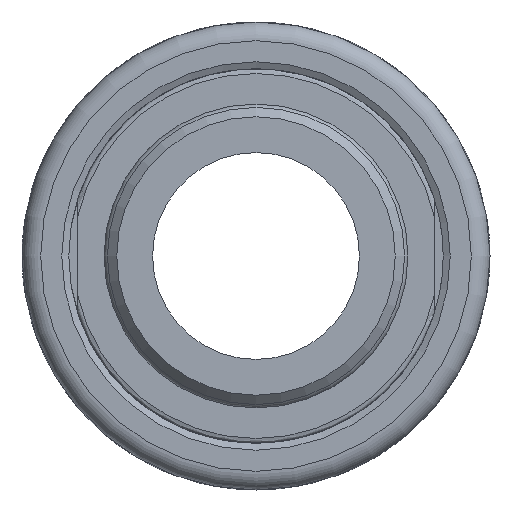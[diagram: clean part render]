
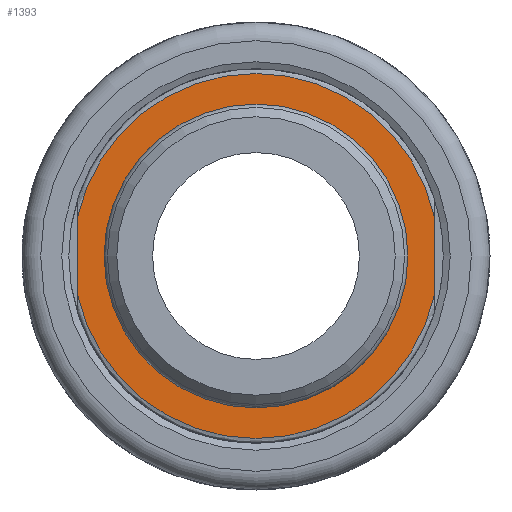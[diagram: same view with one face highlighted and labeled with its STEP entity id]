
A CAD part, left-side view. The second image highlights one B-rep face of the part: STEP entity #1393.
In plain terms, the highlighted planar face has unit normal (-1, 0, 0).
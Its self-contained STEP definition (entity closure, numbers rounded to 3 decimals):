
#70=LINE('',#2188,#137);
#71=LINE('',#2190,#138);
#137=VECTOR('',#1737,10.);
#138=VECTOR('',#1738,10.);
#222=FACE_BOUND('',#362,.T.);
#234=PLANE('',#1514);
#282=FACE_OUTER_BOUND('',#361,.T.);
#361=EDGE_LOOP('',(#971,#972,#973,#974));
#362=EDGE_LOOP('',(#975,#976));
#459=CIRCLE('',#1513,19.5);
#460=CIRCLE('',#1515,19.5);
#461=CIRCLE('',#1516,15.825);
#462=CIRCLE('',#1517,15.825);
#564=VERTEX_POINT('',#2156);
#567=VERTEX_POINT('',#2172);
#568=VERTEX_POINT('',#2187);
#569=VERTEX_POINT('',#2189);
#570=VERTEX_POINT('',#2192);
#571=VERTEX_POINT('',#2193);
#730=EDGE_CURVE('',#567,#564,#459,.T.);
#731=EDGE_CURVE('',#568,#564,#70,.T.);
#732=EDGE_CURVE('',#567,#569,#71,.T.);
#733=EDGE_CURVE('',#568,#569,#460,.T.);
#734=EDGE_CURVE('',#570,#571,#461,.T.);
#735=EDGE_CURVE('',#571,#570,#462,.T.);
#971=ORIENTED_EDGE('',*,*,#731,.T.);
#972=ORIENTED_EDGE('',*,*,#730,.F.);
#973=ORIENTED_EDGE('',*,*,#732,.T.);
#974=ORIENTED_EDGE('',*,*,#733,.F.);
#975=ORIENTED_EDGE('',*,*,#734,.T.);
#976=ORIENTED_EDGE('',*,*,#735,.T.);
#1393=ADVANCED_FACE('',(#282,#222),#234,.T.);
#1513=AXIS2_PLACEMENT_3D('',#2185,#1733,#1734);
#1514=AXIS2_PLACEMENT_3D('',#2186,#1735,#1736);
#1515=AXIS2_PLACEMENT_3D('',#2191,#1739,#1740);
#1516=AXIS2_PLACEMENT_3D('',#2194,#1741,#1742);
#1517=AXIS2_PLACEMENT_3D('',#2195,#1743,#1744);
#1733=DIRECTION('center_axis',(1.,0.,0.));
#1734=DIRECTION('ref_axis',(0.,0.,-1.));
#1735=DIRECTION('center_axis',(-1.,0.,0.));
#1736=DIRECTION('ref_axis',(0.,0.,1.));
#1737=DIRECTION('',(0.,0.,1.));
#1738=DIRECTION('',(0.,0.,-1.));
#1739=DIRECTION('center_axis',(1.,0.,0.));
#1740=DIRECTION('ref_axis',(0.,0.,-1.));
#1741=DIRECTION('center_axis',(1.,0.,0.));
#1742=DIRECTION('ref_axis',(0.,0.,-1.));
#1743=DIRECTION('center_axis',(1.,0.,0.));
#1744=DIRECTION('ref_axis',(0.,0.,-1.));
#2156=CARTESIAN_POINT('',(0.,-19.05,4.165));
#2172=CARTESIAN_POINT('',(0.,19.05,4.165));
#2185=CARTESIAN_POINT('Origin',(0.,0.,0.));
#2186=CARTESIAN_POINT('Origin',(0.,19.5,0.));
#2187=CARTESIAN_POINT('',(0.,-19.05,-4.165));
#2188=CARTESIAN_POINT('',(0.,-19.05,-0.75));
#2189=CARTESIAN_POINT('',(0.,19.05,-4.165));
#2190=CARTESIAN_POINT('',(0.,19.05,0.75));
#2191=CARTESIAN_POINT('Origin',(0.,0.,0.));
#2192=CARTESIAN_POINT('',(0.,15.825,0.));
#2193=CARTESIAN_POINT('',(0.,0.,15.825));
#2194=CARTESIAN_POINT('Origin',(0.,0.,0.));
#2195=CARTESIAN_POINT('Origin',(0.,0.,0.));
